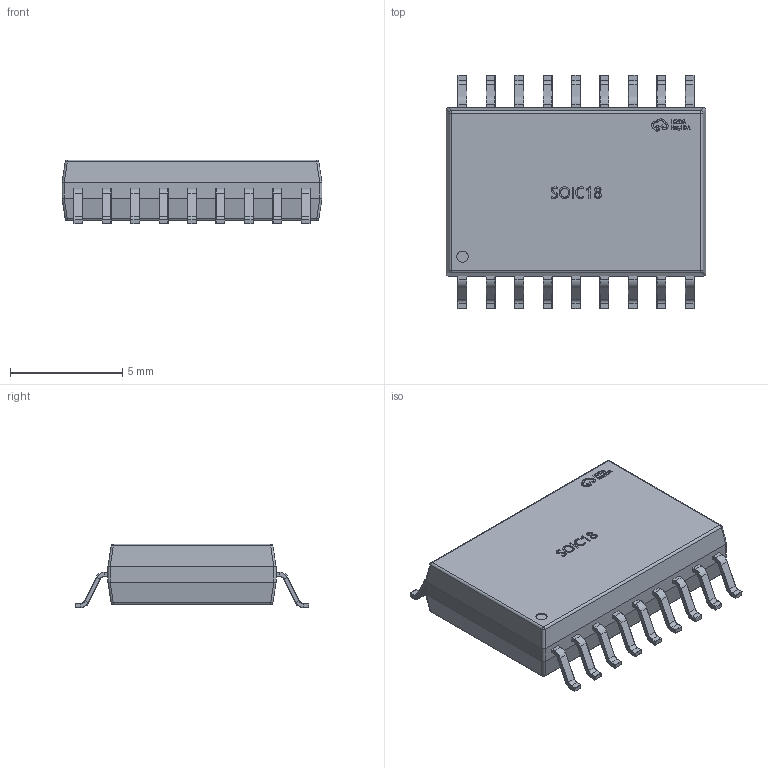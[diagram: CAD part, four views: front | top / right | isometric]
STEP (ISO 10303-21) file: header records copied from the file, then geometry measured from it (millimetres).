
FILE_DESCRIPTION (( 'STEP AP214' ), '1' );
FILE_NAME ('SOIC-18_L11.6-W7.5-H2.7-LS10.3-P1.27.step', '2022-07-26T09:11:43', ( '' ), ( '' ), 'SwSTEP 2.0', 'SolidWorks 2020', '' );
FILE_SCHEMA (( 'AUTOMOTIVE_DESIGN' ));
Length unit declared in the file: millimetre
Products named in the file (1): SOIC-18_L11.6-W7.5-H2.7-LS10.3-P1.27
Bounding box: 11.6 x 10.41 x 2.85 mm (x, y, z)
Volume: 232.3 mm3; surface area: 313.6 mm2
Topology: 32 solids, 32 shells, 1339 faces, 2994 edges, 1700 vertices
Faces by surface type: plane 539, cylinder 400, bspline 158, torus 144, sphere 98
Entity records: 54620 total; most frequent: CARTESIAN_POINT 11060, DIRECTION 5888, ORIENTED_EDGE 5844, EDGE_CURVE 2922, AXIS2_PLACEMENT_3D 2128, VERTEX_POINT 1664, VECTOR 1632, LINE 1632
